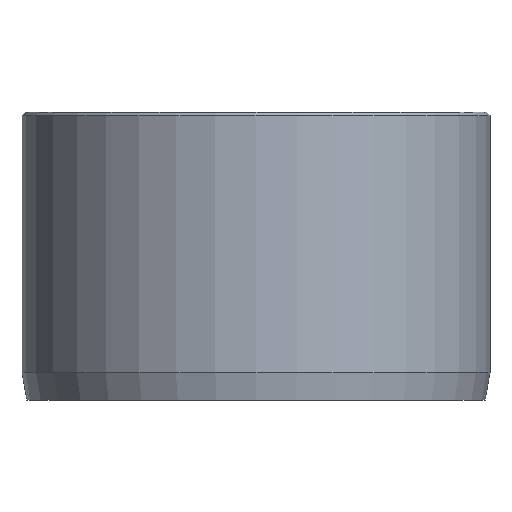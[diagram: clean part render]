
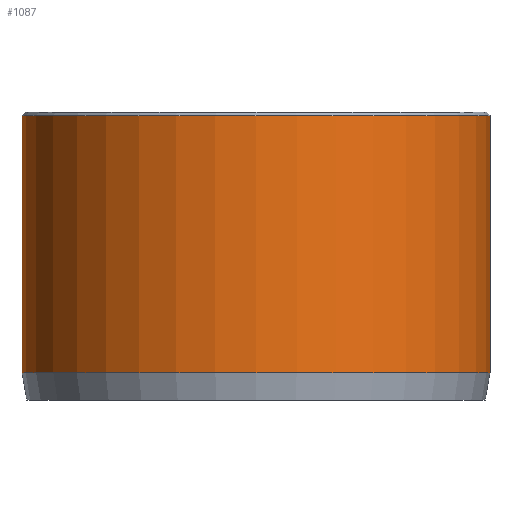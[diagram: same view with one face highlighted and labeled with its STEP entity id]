
A CAD part, front view. The second image highlights one B-rep face of the part: STEP entity #1087.
In plain terms, the highlighted cylindrical face has radius 13 mm (diameter 26 mm), a partial arc.
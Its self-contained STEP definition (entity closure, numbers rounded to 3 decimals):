
#8 = AXIS2_PLACEMENT_3D ( 'NONE', #508, #223, #997 ) ;
#80 = VERTEX_POINT ( 'NONE', #1221 ) ;
#136 = FACE_OUTER_BOUND ( 'NONE', #805, .T. ) ;
#140 = ORIENTED_EDGE ( 'NONE', *, *, #574, .T. ) ;
#163 = ORIENTED_EDGE ( 'NONE', *, *, #1249, .F. ) ;
#215 = VERTEX_POINT ( 'NONE', #343 ) ;
#223 = DIRECTION ( 'NONE',  ( 0., 0., -1. ) ) ;
#274 = VERTEX_POINT ( 'NONE', #737 ) ;
#300 = EDGE_CURVE ( 'NONE', #215, #80, #820, .T. ) ;
#313 = EDGE_CURVE ( 'NONE', #274, #215, #1048, .T. ) ;
#341 = DIRECTION ( 'NONE',  ( 0., 0., -1. ) ) ;
#343 = CARTESIAN_POINT ( 'NONE',  ( -13., 0., 15.8 ) ) ;
#367 = CIRCLE ( 'NONE', #799, 13. ) ;
#442 = CARTESIAN_POINT ( 'NONE',  ( 13., 0., 1.5 ) ) ;
#508 = CARTESIAN_POINT ( 'NONE',  ( 0., 0., 16. ) ) ;
#538 = VECTOR ( 'NONE', #341, 1000. ) ;
#552 = DIRECTION ( 'NONE',  ( 1., 0., 0. ) ) ;
#555 = DIRECTION ( 'NONE',  ( 0., 0., -1. ) ) ;
#561 = CARTESIAN_POINT ( 'NONE',  ( 0., 0., 15.8 ) ) ;
#574 = EDGE_CURVE ( 'NONE', #80, #1254, #367, .T. ) ;
#639 = CARTESIAN_POINT ( 'NONE',  ( -13., 0., 16. ) ) ;
#644 = DIRECTION ( 'NONE',  ( 0., 0., -1. ) ) ;
#737 = CARTESIAN_POINT ( 'NONE',  ( 13., 0., 15.8 ) ) ;
#746 = CARTESIAN_POINT ( 'NONE',  ( 13., 0., 16. ) ) ;
#799 = AXIS2_PLACEMENT_3D ( 'NONE', #869, #1016, #1021 ) ;
#805 = EDGE_LOOP ( 'NONE', ( #163, #1024, #1037, #140 ) ) ;
#820 = LINE ( 'NONE', #639, #1084 ) ;
#832 = LINE ( 'NONE', #746, #538 ) ;
#869 = CARTESIAN_POINT ( 'NONE',  ( 0., 0., 1.5 ) ) ;
#878 = AXIS2_PLACEMENT_3D ( 'NONE', #561, #555, #552 ) ;
#997 = DIRECTION ( 'NONE',  ( -1., 0., 0. ) ) ;
#1016 = DIRECTION ( 'NONE',  ( 0., 0., 1. ) ) ;
#1021 = DIRECTION ( 'NONE',  ( 1., 0., 0. ) ) ;
#1024 = ORIENTED_EDGE ( 'NONE', *, *, #313, .T. ) ;
#1037 = ORIENTED_EDGE ( 'NONE', *, *, #300, .T. ) ;
#1048 = CIRCLE ( 'NONE', #878, 13. ) ;
#1084 = VECTOR ( 'NONE', #644, 1000. ) ;
#1087 = ADVANCED_FACE ( 'NONE', ( #136 ), #1132, .T. ) ;
#1132 = CYLINDRICAL_SURFACE ( 'NONE', #8, 13. ) ;
#1221 = CARTESIAN_POINT ( 'NONE',  ( -13., 0., 1.5 ) ) ;
#1249 = EDGE_CURVE ( 'NONE', #274, #1254, #832, .T. ) ;
#1254 = VERTEX_POINT ( 'NONE', #442 ) ;
